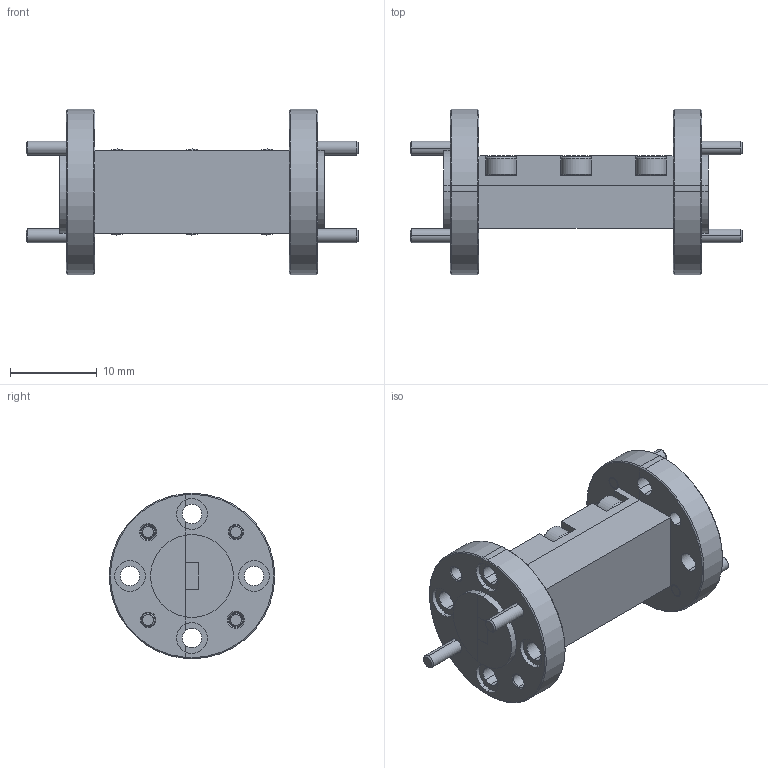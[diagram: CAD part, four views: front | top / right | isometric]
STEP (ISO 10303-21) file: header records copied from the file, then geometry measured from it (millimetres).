
FILE_DESCRIPTION (( 'STEP AP214' ), '1' );
FILE_NAME ('SWF-57353340-12-H1.STEP', '2018-08-29T21:04:39', ( '' ), ( '' ), 'SwSTEP 2.0', 'SolidWorks 2016', '' );
FILE_SCHEMA (( 'AUTOMOTIVE_DESIGN' ));
Length unit declared in the file: inch
Products named in the file (1): SWF-57353340-12-H1
Bounding box: 38.23 x 19.05 x 19.05 mm (x, y, z)
Volume: 3610.4 mm3; surface area: 4060.6 mm2
Topology: 12 solids, 12 shells, 669 faces, 1733 edges, 1098 vertices
Faces by surface type: cylinder 385, cone 138, plane 134, bspline 12
Entity records: 35509 total; most frequent: CARTESIAN_POINT 11673, ORIENTED_EDGE 3442, DIRECTION 2873, EDGE_CURVE 1721, VERTEX_POINT 1098, AXIS2_PLACEMENT_3D 1080, EDGE_LOOP 727, LINE 713
